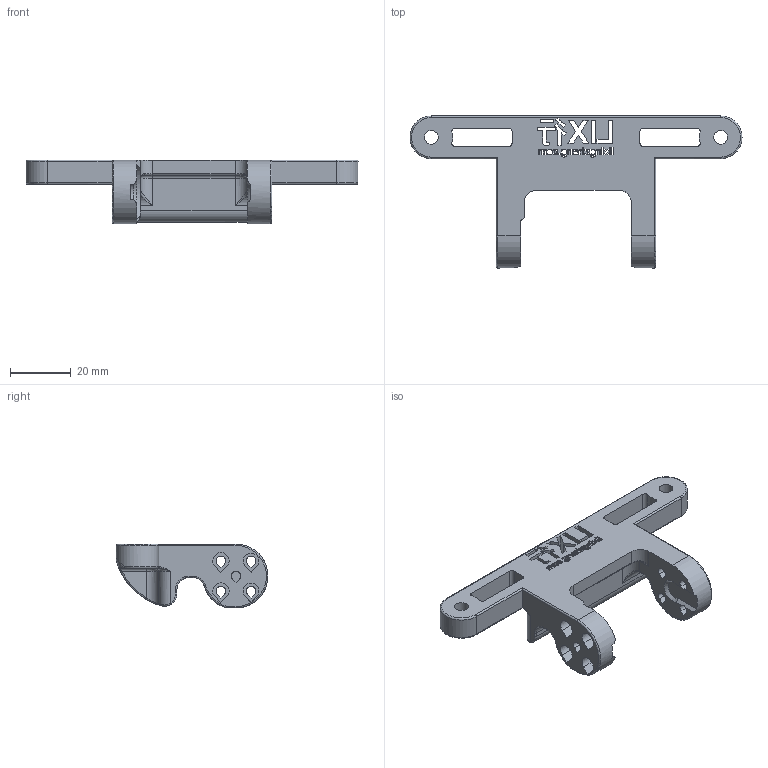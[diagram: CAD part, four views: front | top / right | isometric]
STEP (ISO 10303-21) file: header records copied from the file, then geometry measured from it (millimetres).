
FILE_DESCRIPTION(/* description */ (''),/* implementation_level */ '2;1');
FILE_NAME(/* name */ 'Gimbal_Pitch_Holder_d455.step',/* time_stamp */ '2025-09-20T13:25:13+02:00',/* author */ (''),/* organization */ (''),/* preprocessor_version */ 'ST-DEVELOPER v20.1',/* originating_system */ 'Autodesk Translation Framework v14.17.0.0',/* authorisation */ '');
FILE_SCHEMA (('AUTOMOTIVE_DESIGN { 1 0 10303 214 3 1 1 }'));
Length unit declared in the file: millimetre
Products named in the file (1): Gimbal_Pitch_Holder_d455
Bounding box: 109 x 49.9 x 21 mm (x, y, z)
Volume: 21648.4 mm3; surface area: 12779.7 mm2
Topology: 1 solids, 1 shells, 542 faces, 1503 edges, 961 vertices
Faces by surface type: plane 227, bspline 173, cylinder 97, torus 43, cone 2
Full cylindrical faces by diameter (mm): 4.5 x2, 8 x2
Entity records: 19750 total; most frequent: CARTESIAN_POINT 6776, ORIENTED_EDGE 2994, DIRECTION 2150, EDGE_CURVE 1497, VERTEX_POINT 961, LINE 872, VECTOR 872, AXIS2_PLACEMENT_3D 639
